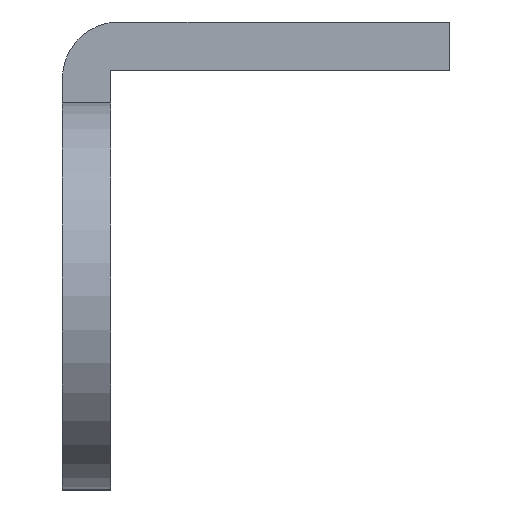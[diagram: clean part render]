
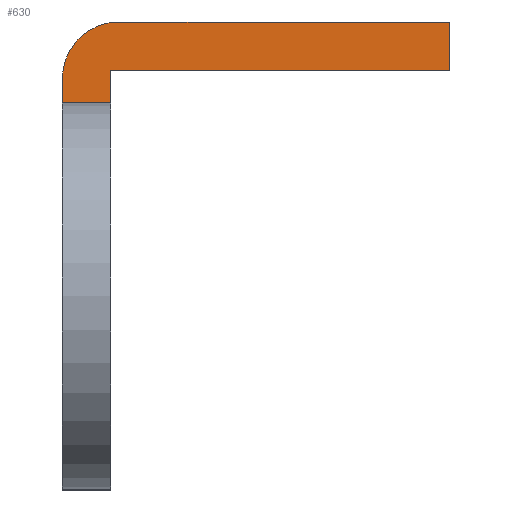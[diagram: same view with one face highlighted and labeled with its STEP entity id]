
A CAD part, left-side view. The second image highlights one B-rep face of the part: STEP entity #630.
In plain terms, the highlighted planar face has unit normal (-1, 0, 0).
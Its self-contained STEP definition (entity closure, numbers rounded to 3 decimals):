
#2 = CARTESIAN_POINT ( 'NONE',  ( -47., -21., 14. ) ) ;
#15 = EDGE_CURVE ( 'NONE', #1094, #1193, #800, .T. ) ;
#17 = CARTESIAN_POINT ( 'NONE',  ( -47., 0., 14. ) ) ;
#23 = CARTESIAN_POINT ( 'NONE',  ( -47., 3., 12. ) ) ;
#88 = VECTOR ( 'NONE', #91, 1000. ) ;
#91 = DIRECTION ( 'NONE',  ( 0., 1., 0. ) ) ;
#144 = ORIENTED_EDGE ( 'NONE', *, *, #15, .F. ) ;
#147 = DIRECTION ( 'NONE',  ( 0., 0., -1. ) ) ;
#223 = DIRECTION ( 'NONE',  ( 0., 0., -1. ) ) ;
#236 = DIRECTION ( 'NONE',  ( 0., 0., -1. ) ) ;
#312 = CARTESIAN_POINT ( 'NONE',  ( -47., 3., 17. ) ) ;
#335 = VERTEX_POINT ( 'NONE', #883 ) ;
#362 = EDGE_LOOP ( 'NONE', ( #1169, #727, #886, #144, #549, #1026, #721 ) ) ;
#365 = DIRECTION ( 'NONE',  ( 0., 1., 0. ) ) ;
#390 = DIRECTION ( 'NONE',  ( 0., 0., 1. ) ) ;
#418 = CARTESIAN_POINT ( 'NONE',  ( -47., 0., 14. ) ) ;
#458 = VERTEX_POINT ( 'NONE', #17 ) ;
#474 = VECTOR ( 'NONE', #365, 1000. ) ;
#495 = CARTESIAN_POINT ( 'NONE',  ( -47., -0.5, 13.5 ) ) ;
#510 = CARTESIAN_POINT ( 'NONE',  ( -47., 0., 0. ) ) ;
#540 = CIRCLE ( 'NONE', #1002, 3.5 ) ;
#547 = CARTESIAN_POINT ( 'NONE',  ( -47., -21., 14. ) ) ;
#549 = ORIENTED_EDGE ( 'NONE', *, *, #655, .F. ) ;
#565 = DIRECTION ( 'NONE',  ( 0., 0., -1. ) ) ;
#581 = LINE ( 'NONE', #418, #595 ) ;
#583 = VERTEX_POINT ( 'NONE', #1143 ) ;
#595 = VECTOR ( 'NONE', #236, 1000. ) ;
#615 = CARTESIAN_POINT ( 'NONE',  ( -47., -0.5, 17. ) ) ;
#623 = CARTESIAN_POINT ( 'NONE',  ( -47., 3., 12. ) ) ;
#630 = ADVANCED_FACE ( 'NONE', ( #688 ), #1044, .F. ) ;
#634 = LINE ( 'NONE', #1017, #1182 ) ;
#655 = EDGE_CURVE ( 'NONE', #458, #1094, #581, .T. ) ;
#665 = DIRECTION ( 'NONE',  ( -1., 0., 0. ) ) ;
#673 = EDGE_CURVE ( 'NONE', #819, #335, #540, .T. ) ;
#688 = FACE_OUTER_BOUND ( 'NONE', #362, .T. ) ;
#711 = VECTOR ( 'NONE', #869, 1000. ) ;
#721 = ORIENTED_EDGE ( 'NONE', *, *, #866, .F. ) ;
#727 = ORIENTED_EDGE ( 'NONE', *, *, #673, .T. ) ;
#775 = LINE ( 'NONE', #23, #1099 ) ;
#800 = LINE ( 'NONE', #623, #88 ) ;
#819 = VERTEX_POINT ( 'NONE', #615 ) ;
#846 = AXIS2_PLACEMENT_3D ( 'NONE', #510, #968, #147 ) ;
#857 = VERTEX_POINT ( 'NONE', #547 ) ;
#866 = EDGE_CURVE ( 'NONE', #583, #857, #634, .T. ) ;
#869 = DIRECTION ( 'NONE',  ( 0., -1., 0. ) ) ;
#883 = CARTESIAN_POINT ( 'NONE',  ( -47., 3., 13.5 ) ) ;
#886 = ORIENTED_EDGE ( 'NONE', *, *, #1159, .F. ) ;
#891 = CARTESIAN_POINT ( 'NONE',  ( -47., 3., 12. ) ) ;
#932 = LINE ( 'NONE', #2, #474 ) ;
#950 = EDGE_CURVE ( 'NONE', #857, #458, #932, .T. ) ;
#960 = CARTESIAN_POINT ( 'NONE',  ( -47., 0., 12. ) ) ;
#968 = DIRECTION ( 'NONE',  ( 1., 0., 0. ) ) ;
#1002 = AXIS2_PLACEMENT_3D ( 'NONE', #495, #665, #223 ) ;
#1017 = CARTESIAN_POINT ( 'NONE',  ( -47., -21., 17. ) ) ;
#1026 = ORIENTED_EDGE ( 'NONE', *, *, #950, .F. ) ;
#1044 = PLANE ( 'NONE',  #846 ) ;
#1094 = VERTEX_POINT ( 'NONE', #960 ) ;
#1099 = VECTOR ( 'NONE', #390, 1000. ) ;
#1130 = LINE ( 'NONE', #312, #711 ) ;
#1143 = CARTESIAN_POINT ( 'NONE',  ( -47., -21., 17. ) ) ;
#1144 = EDGE_CURVE ( 'NONE', #819, #583, #1130, .T. ) ;
#1159 = EDGE_CURVE ( 'NONE', #1193, #335, #775, .T. ) ;
#1169 = ORIENTED_EDGE ( 'NONE', *, *, #1144, .F. ) ;
#1182 = VECTOR ( 'NONE', #565, 1000. ) ;
#1193 = VERTEX_POINT ( 'NONE', #891 ) ;
